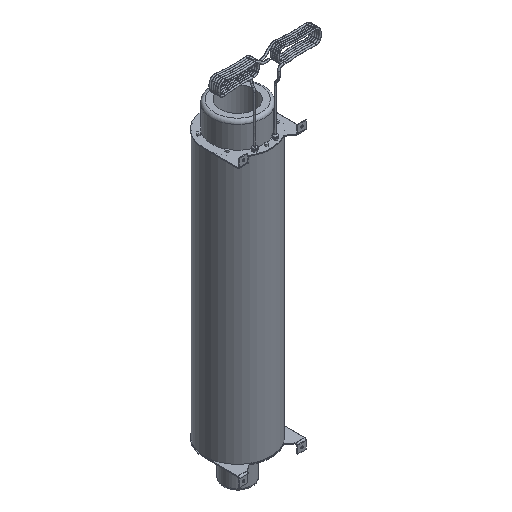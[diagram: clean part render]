
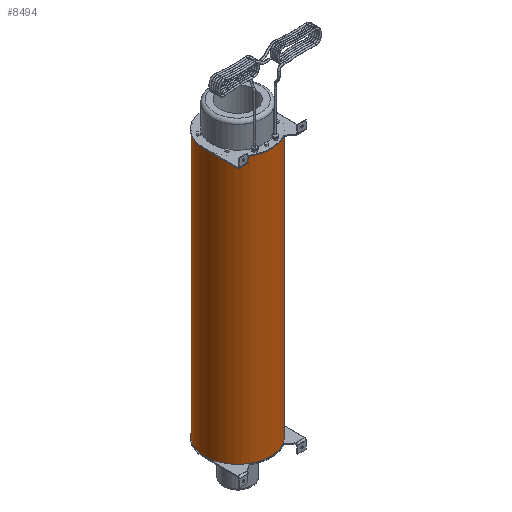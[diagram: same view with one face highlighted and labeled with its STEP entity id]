
A CAD part, isometric view. The second image highlights one B-rep face of the part: STEP entity #8494.
In plain terms, the highlighted cylindrical face has radius 155 mm (diameter 310 mm), a full revolution.
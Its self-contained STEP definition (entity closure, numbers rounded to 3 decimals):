
#218=B_SPLINE_CURVE_WITH_KNOTS($,3,(#13312,#13313,#13314,#13315,#13316,
#13317,#13318,#13319,#13320,#13321),.UNSPECIFIED.,.F.,.F.,(4,2,2,2,4),(1.137,
1.425,1.713,1.995,2.278),
 .UNSPECIFIED.);
#219=B_SPLINE_CURVE_WITH_KNOTS($,3,(#13330,#13331,#13332,#13333,#13334,
#13335,#13336,#13337,#13338,#13339),.UNSPECIFIED.,.F.,.F.,(4,2,2,2,4),(2.278,
2.562,2.845,3.132,3.419),
 .UNSPECIFIED.);
#220=B_SPLINE_CURVE_WITH_KNOTS($,3,(#13350,#13351,#13352,#13353,#13354,
#13355,#13356,#13357,#13358,#13359),.UNSPECIFIED.,.F.,.F.,(4,2,2,2,4),(0.,
0.282,0.565,0.852,1.139),
 .UNSPECIFIED.);
#221=B_SPLINE_CURVE_WITH_KNOTS($,3,(#13366,#13367,#13368,#13369,#13370,
#13371,#13372,#13373,#13374,#13375),.UNSPECIFIED.,.F.,.F.,(4,2,2,2,4),(-1.139,
-0.853,-0.567,-0.284,0.),
 .UNSPECIFIED.);
#628=CYLINDRICAL_SURFACE($,#9059,155.);
#683=FACE_BOUND($,#1491,.T.);
#684=FACE_BOUND($,#1492,.T.);
#973=FACE_OUTER_BOUND($,#1490,.T.);
#1490=EDGE_LOOP($,(#6620));
#1491=EDGE_LOOP($,(#6621));
#1492=EDGE_LOOP($,(#6622,#6623,#6624,#6625,#6626,#6627,#6628,#6629));
#1838=CIRCLE($,#8872,155.);
#1839=CIRCLE($,#8874,155.);
#1886=CIRCLE($,#9060,155.);
#1887=CIRCLE($,#9061,155.);
#2147=LINE($,#13326,#2832);
#2152=LINE($,#13363,#2837);
#2832=VECTOR($,#9699,105.);
#2837=VECTOR($,#9718,105.);
#3565=VERTEX_POINT($,#13309);
#3566=VERTEX_POINT($,#13311);
#3567=VERTEX_POINT($,#13324);
#3568=VERTEX_POINT($,#13328);
#3569=VERTEX_POINT($,#13341);
#3570=VERTEX_POINT($,#13345);
#3571=VERTEX_POINT($,#13349);
#3572=VERTEX_POINT($,#13362);
#3795=VERTEX_POINT($,#15085);
#3796=VERTEX_POINT($,#15087);
#4470=EDGE_CURVE($,#3566,#3565,#218,.T.);
#4473=EDGE_CURVE($,#3565,#3567,#2147,.T.);
#4475=EDGE_CURVE($,#3567,#3568,#219,.T.);
#4477=EDGE_CURVE($,#3568,#3569,#1838,.T.);
#4478=EDGE_CURVE($,#3570,#3566,#1839,.T.);
#4480=EDGE_CURVE($,#3571,#3570,#220,.T.);
#4482=EDGE_CURVE($,#3572,#3571,#2152,.T.);
#4484=EDGE_CURVE($,#3569,#3572,#221,.T.);
#4818=EDGE_CURVE($,#3795,#3795,#1886,.T.);
#4819=EDGE_CURVE($,#3796,#3796,#1887,.T.);
#6620=ORIENTED_EDGE($,*,*,#4818,.F.);
#6621=ORIENTED_EDGE($,*,*,#4819,.F.);
#6622=ORIENTED_EDGE($,*,*,#4470,.T.);
#6623=ORIENTED_EDGE($,*,*,#4473,.T.);
#6624=ORIENTED_EDGE($,*,*,#4475,.T.);
#6625=ORIENTED_EDGE($,*,*,#4477,.T.);
#6626=ORIENTED_EDGE($,*,*,#4484,.T.);
#6627=ORIENTED_EDGE($,*,*,#4482,.T.);
#6628=ORIENTED_EDGE($,*,*,#4480,.T.);
#6629=ORIENTED_EDGE($,*,*,#4478,.T.);
#8494=ADVANCED_FACE($,(#973,#683,#684),#628,.T.);
#8872=AXIS2_PLACEMENT_3D($,#13343,#9706,#9707);
#8874=AXIS2_PLACEMENT_3D($,#13346,#9710,#9711);
#9059=AXIS2_PLACEMENT_3D($,#15084,#10269,#10270);
#9060=AXIS2_PLACEMENT_3D($,#15086,#10271,#10272);
#9061=AXIS2_PLACEMENT_3D($,#15088,#10273,#10274);
#9699=DIRECTION($,(0.,0.,1.));
#9706=DIRECTION('center_axis',(0.,0.,
1.));
#9707=DIRECTION('ref_axis',(1.,0.,0.));
#9710=DIRECTION('center_axis',(0.,0.,
-1.));
#9711=DIRECTION('ref_axis',(1.,0.,0.));
#9718=DIRECTION($,(0.,0.,-1.));
#10269=DIRECTION('center_axis',(0.,0.,-1.));
#10270=DIRECTION('ref_axis',(1.,0.,0.));
#10271=DIRECTION('center_axis',(0.,0.,1.));
#10272=DIRECTION('ref_axis',(1.,0.,0.));
#10273=DIRECTION('center_axis',(0.,0.,-1.));
#10274=DIRECTION('ref_axis',(1.,0.,0.));
#13309=CARTESIAN_POINT('',(34.119,151.198,-686.85));
#13311=CARTESIAN_POINT('',(26.619,152.697,-694.35));
#13312=CARTESIAN_POINT('Ctrl Pts',(26.619,152.697,-694.35));
#13313=CARTESIAN_POINT('Ctrl Pts',(27.565,152.532,-694.35));
#13314=CARTESIAN_POINT('Ctrl Pts',(28.573,152.347,-694.16));
#13315=CARTESIAN_POINT('Ctrl Pts',(30.427,151.987,-693.389));
#13316=CARTESIAN_POINT('Ctrl Pts',(31.274,151.814,-692.807));
#13317=CARTESIAN_POINT('Ctrl Pts',(32.599,151.535,-691.472));
#13318=CARTESIAN_POINT('Ctrl Pts',(33.171,151.41,-690.634));
#13319=CARTESIAN_POINT('Ctrl Pts',(33.931,151.241,-688.794));
#13320=CARTESIAN_POINT('Ctrl Pts',(34.119,151.198,-687.791));
#13321=CARTESIAN_POINT('Ctrl Pts',(34.119,151.198,-686.85));
#13324=CARTESIAN_POINT('',(34.119,151.198,-581.85));
#13326=CARTESIAN_POINT($,(34.119,151.198,0.));
#13328=CARTESIAN_POINT('',(26.619,152.697,-574.35));
#13330=CARTESIAN_POINT('Ctrl Pts',(34.119,151.198,-581.85));
#13331=CARTESIAN_POINT('Ctrl Pts',(34.119,151.198,-580.903));
#13332=CARTESIAN_POINT('Ctrl Pts',(33.929,151.241,-579.896));
#13333=CARTESIAN_POINT('Ctrl Pts',(33.162,151.412,-578.049));
#13334=CARTESIAN_POINT('Ctrl Pts',(32.584,151.538,-577.208));
#13335=CARTESIAN_POINT('Ctrl Pts',(31.254,151.818,-575.878));
#13336=CARTESIAN_POINT('Ctrl Pts',(30.41,151.99,-575.302));
#13337=CARTESIAN_POINT('Ctrl Pts',(28.563,152.348,-574.537));
#13338=CARTESIAN_POINT('Ctrl Pts',(27.56,152.533,-574.35));
#13339=CARTESIAN_POINT('Ctrl Pts',(26.619,152.697,-574.35));
#13341=CARTESIAN_POINT('',(-24.381,153.071,-574.35));
#13343=CARTESIAN_POINT('Origin',(0.,0.,-574.35));
#13345=CARTESIAN_POINT('',(-24.381,153.071,-694.35));
#13346=CARTESIAN_POINT('Origin',(0.,0.,-694.35));
#13349=CARTESIAN_POINT('',(-31.881,151.686,-686.85));
#13350=CARTESIAN_POINT('Ctrl Pts',(-31.881,151.686,-686.85));
#13351=CARTESIAN_POINT('Ctrl Pts',(-31.881,151.686,-687.791));
#13352=CARTESIAN_POINT('Ctrl Pts',(-31.692,151.726,-688.794));
#13353=CARTESIAN_POINT('Ctrl Pts',(-30.931,151.883,-690.635));
#13354=CARTESIAN_POINT('Ctrl Pts',(-30.359,151.999,-691.474));
#13355=CARTESIAN_POINT('Ctrl Pts',(-29.033,152.258,-692.809));
#13356=CARTESIAN_POINT('Ctrl Pts',(-28.187,152.418,-693.39));
#13357=CARTESIAN_POINT('Ctrl Pts',(-26.333,152.75,-694.16));
#13358=CARTESIAN_POINT('Ctrl Pts',(-25.326,152.92,-694.35));
#13359=CARTESIAN_POINT('Ctrl Pts',(-24.381,153.071,-694.35));
#13362=CARTESIAN_POINT('',(-31.881,151.686,-581.85));
#13363=CARTESIAN_POINT($,(-31.881,151.686,0.));
#13366=CARTESIAN_POINT('Ctrl Pts',(-24.381,153.071,-574.35));
#13367=CARTESIAN_POINT('Ctrl Pts',(-25.322,152.921,-574.35));
#13368=CARTESIAN_POINT('Ctrl Pts',(-26.325,152.751,-574.538));
#13369=CARTESIAN_POINT('Ctrl Pts',(-28.173,152.421,-575.302));
#13370=CARTESIAN_POINT('Ctrl Pts',(-29.016,152.261,-575.879));
#13371=CARTESIAN_POINT('Ctrl Pts',(-30.346,152.002,-577.209));
#13372=CARTESIAN_POINT('Ctrl Pts',(-30.924,151.884,-578.05));
#13373=CARTESIAN_POINT('Ctrl Pts',(-31.691,151.726,-579.897));
#13374=CARTESIAN_POINT('Ctrl Pts',(-31.881,151.686,-580.904));
#13375=CARTESIAN_POINT('Ctrl Pts',(-31.881,151.686,-581.85));
#15084=CARTESIAN_POINT('Origin',(0.,0.,0.));
#15085=CARTESIAN_POINT('',(-155.,0.,0.));
#15086=CARTESIAN_POINT('Origin',(0.,0.,0.));
#15087=CARTESIAN_POINT('',(-155.,0.,-1250.));
#15088=CARTESIAN_POINT('Origin',(0.,0.,-1250.));
